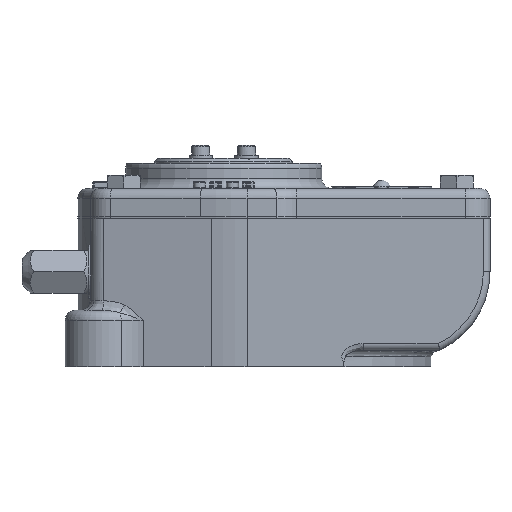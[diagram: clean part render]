
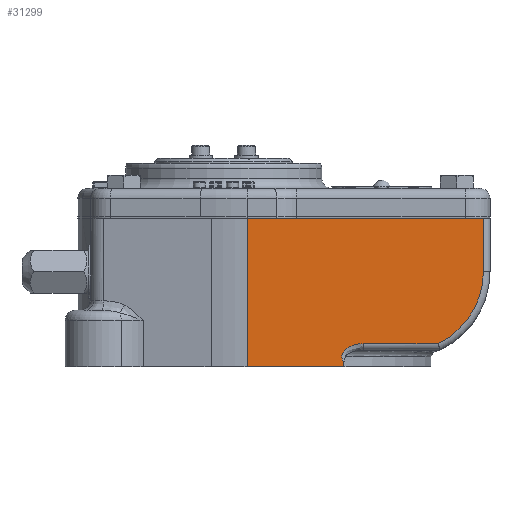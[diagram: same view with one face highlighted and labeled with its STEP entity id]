
A CAD part, left-side view. The second image highlights one B-rep face of the part: STEP entity #31299.
In plain terms, the highlighted planar face has unit normal (-1, 0, 0).
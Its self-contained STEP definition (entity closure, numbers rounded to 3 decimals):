
#830=B_SPLINE_CURVE_WITH_KNOTS('',3,(#43946,#43947,#43948,#43949,#43950,
#43951,#43952,#43953,#43954),.UNSPECIFIED.,.F.,.F.,(4,1,1,1,1,1,4),(0.,
0.001,0.003,0.004,0.005,
0.008,0.01),.UNSPECIFIED.);
#1796=LINE('',#43943,#4667);
#1797=LINE('',#43956,#4668);
#1798=LINE('',#43960,#4669);
#1799=LINE('',#43962,#4670);
#1800=LINE('',#43964,#4671);
#1801=LINE('',#43966,#4672);
#4667=VECTOR('',#35899,1000.);
#4668=VECTOR('',#35900,1000.);
#4669=VECTOR('',#35903,1000.);
#4670=VECTOR('',#35904,1000.);
#4671=VECTOR('',#35905,1000.);
#4672=VECTOR('',#35906,1000.);
#7538=PLANE('',#33305);
#8694=ORIENTED_EDGE('',*,*,#18114,.T.);
#8695=ORIENTED_EDGE('',*,*,#18115,.T.);
#8696=ORIENTED_EDGE('',*,*,#18116,.T.);
#8697=ORIENTED_EDGE('',*,*,#18117,.T.);
#8698=ORIENTED_EDGE('',*,*,#18118,.T.);
#8699=ORIENTED_EDGE('',*,*,#18119,.T.);
#8700=ORIENTED_EDGE('',*,*,#18120,.T.);
#8701=ORIENTED_EDGE('',*,*,#18121,.T.);
#18114=EDGE_CURVE('',#22824,#22825,#1796,.F.);
#18115=EDGE_CURVE('',#22825,#22826,#830,.T.);
#18116=EDGE_CURVE('',#22826,#22827,#1797,.T.);
#18117=EDGE_CURVE('',#22827,#22828,#25824,.F.);
#18118=EDGE_CURVE('',#22828,#22829,#1798,.F.);
#18119=EDGE_CURVE('',#22829,#22830,#1799,.F.);
#18120=EDGE_CURVE('',#22830,#22831,#1800,.T.);
#18121=EDGE_CURVE('',#22831,#22824,#1801,.T.);
#22824=VERTEX_POINT('',#43944);
#22825=VERTEX_POINT('',#43945);
#22826=VERTEX_POINT('',#43955);
#22827=VERTEX_POINT('',#43957);
#22828=VERTEX_POINT('',#43959);
#22829=VERTEX_POINT('',#43961);
#22830=VERTEX_POINT('',#43963);
#22831=VERTEX_POINT('',#43965);
#25824=CIRCLE('',#33306,24.);
#26685=EDGE_LOOP('',(#8694,#8695,#8696,#8697,#8698,#8699,#8700,#8701));
#28973=FACE_BOUND('',#26685,.T.);
#31299=ADVANCED_FACE('',(#28973),#7538,.F.);
#33305=AXIS2_PLACEMENT_3D('',#43942,#35897,#35898);
#33306=AXIS2_PLACEMENT_3D('',#43958,#35901,#35902);
#35897=DIRECTION('',(1.,0.,0.));
#35898=DIRECTION('',(0.,0.,-1.));
#35899=DIRECTION('',(0.,0.,-1.));
#35900=DIRECTION('',(0.,-1.,0.));
#35901=DIRECTION('',(1.,0.,0.));
#35902=DIRECTION('',(0.,0.,-1.));
#35903=DIRECTION('',(0.,0.,-1.));
#35904=DIRECTION('',(0.,-1.,0.));
#35905=DIRECTION('',(0.,0.,-1.));
#35906=DIRECTION('',(0.,-1.,0.));
#43942=CARTESIAN_POINT('',(-51.,-7.,50.6));
#43943=CARTESIAN_POINT('',(-51.,-36.128,-57.));
#43944=CARTESIAN_POINT('',(-51.,-36.128,3.));
#43945=CARTESIAN_POINT('',(-51.,-36.128,4.301));
#43946=CARTESIAN_POINT('',(-51.,-36.128,4.301));
#43947=CARTESIAN_POINT('',(-51.,-35.863,4.636));
#43948=CARTESIAN_POINT('',(-51.,-35.446,5.4));
#43949=CARTESIAN_POINT('',(-51.,-35.48,6.719));
#43950=CARTESIAN_POINT('',(-51.,-36.154,7.84));
#43951=CARTESIAN_POINT('',(-51.,-37.446,8.947));
#43952=CARTESIAN_POINT('',(-51.,-39.419,9.778));
#43953=CARTESIAN_POINT('',(-51.,-41.095,10.));
#43954=CARTESIAN_POINT('',(-51.,-41.943,10.));
#43955=CARTESIAN_POINT('',(-51.,-41.943,10.));
#43956=CARTESIAN_POINT('',(-51.,-7.,10.));
#43957=CARTESIAN_POINT('',(-51.,-64.461,10.));
#43958=CARTESIAN_POINT('',(-51.,-54.,31.6));
#43959=CARTESIAN_POINT('',(-51.,-78.,31.6));
#43960=CARTESIAN_POINT('',(-51.,-78.,50.6));
#43961=CARTESIAN_POINT('',(-51.,-78.,47.6));
#43962=CARTESIAN_POINT('',(-51.,-7.,47.6));
#43963=CARTESIAN_POINT('',(-51.,-7.,47.6));
#43964=CARTESIAN_POINT('',(-51.,-7.,50.6));
#43965=CARTESIAN_POINT('',(-51.,-7.,3.));
#43966=CARTESIAN_POINT('',(-51.,-7.,3.));
